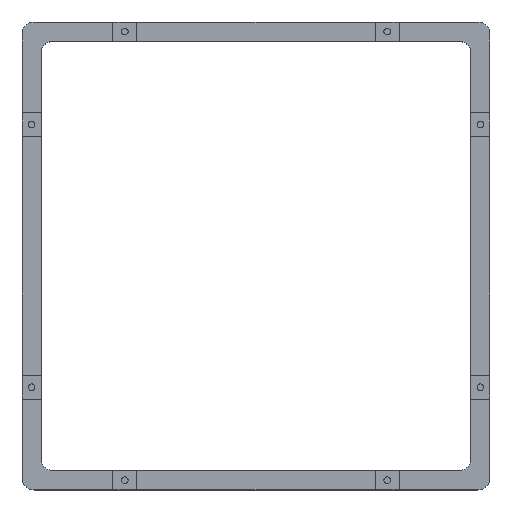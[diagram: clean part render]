
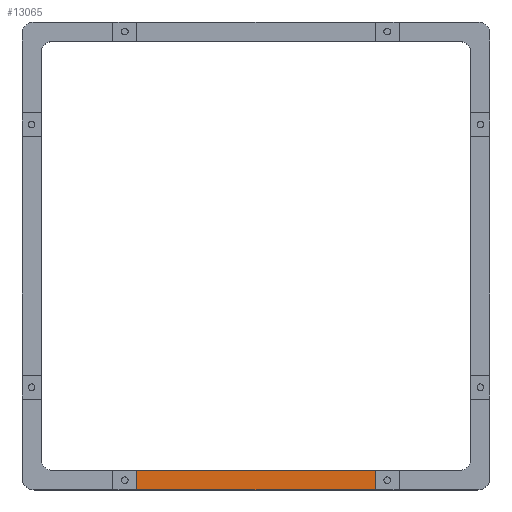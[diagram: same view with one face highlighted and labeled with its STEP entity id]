
A CAD part, top view. The second image highlights one B-rep face of the part: STEP entity #13065.
In plain terms, the highlighted planar face has unit normal (0, 0, 1).
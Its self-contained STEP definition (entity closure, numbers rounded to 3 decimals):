
#3736 = PLANE('',#3737);
#3737 = AXIS2_PLACEMENT_3D('',#3738,#3739,#3740);
#3738 = CARTESIAN_POINT('',(0.,-98.,-25.));
#3739 = DIRECTION('',(-0.,-1.,-0.));
#3740 = DIRECTION('',(0.,0.,-1.));
#4071 = PLANE('',#4072);
#4072 = AXIS2_PLACEMENT_3D('',#4073,#4074,#4075);
#4073 = CARTESIAN_POINT('',(0.,-90.,-25.));
#4074 = DIRECTION('',(0.,1.,0.));
#4075 = DIRECTION('',(0.,0.,1.));
#6381 = VERTEX_POINT('',#6382);
#6382 = CARTESIAN_POINT('',(-50.,-98.,0.));
#6395 = PLANE('',#6396);
#6396 = AXIS2_PLACEMENT_3D('',#6397,#6398,#6399);
#6397 = CARTESIAN_POINT('',(-50.,-100.,-5.));
#6398 = DIRECTION('',(1.,0.,0.));
#6399 = DIRECTION('',(0.,0.,1.));
#6406 = EDGE_CURVE('',#6381,#6407,#6409,.T.);
#6407 = VERTEX_POINT('',#6408);
#6408 = CARTESIAN_POINT('',(50.,-98.,0.));
#6409 = SURFACE_CURVE('',#6410,(#6414,#6421),.PCURVE_S1.);
#6410 = LINE('',#6411,#6412);
#6411 = CARTESIAN_POINT('',(0.,-98.,0.));
#6412 = VECTOR('',#6413,1.);
#6413 = DIRECTION('',(1.,0.,0.));
#6414 = PCURVE('',#3736,#6415);
#6415 = DEFINITIONAL_REPRESENTATION('',(#6416),#6420);
#6416 = LINE('',#6417,#6418);
#6417 = CARTESIAN_POINT('',(-25.,0.));
#6418 = VECTOR('',#6419,1.);
#6419 = DIRECTION('',(-0.,1.));
#6420 = ( GEOMETRIC_REPRESENTATION_CONTEXT(2) 
PARAMETRIC_REPRESENTATION_CONTEXT() REPRESENTATION_CONTEXT('2D SPACE',''
  ) );
#6421 = PCURVE('',#6422,#6427);
#6422 = PLANE('',#6423);
#6423 = AXIS2_PLACEMENT_3D('',#6424,#6425,#6426);
#6424 = CARTESIAN_POINT('',(0.,0.,0.));
#6425 = DIRECTION('',(0.,0.,1.));
#6426 = DIRECTION('',(1.,0.,0.));
#6427 = DEFINITIONAL_REPRESENTATION('',(#6428),#6432);
#6428 = LINE('',#6429,#6430);
#6429 = CARTESIAN_POINT('',(0.,-98.));
#6430 = VECTOR('',#6431,1.);
#6431 = DIRECTION('',(1.,0.));
#6432 = ( GEOMETRIC_REPRESENTATION_CONTEXT(2) 
PARAMETRIC_REPRESENTATION_CONTEXT() REPRESENTATION_CONTEXT('2D SPACE',''
  ) );
#6449 = PLANE('',#6450);
#6450 = AXIS2_PLACEMENT_3D('',#6451,#6452,#6453);
#6451 = CARTESIAN_POINT('',(50.,-100.,-5.));
#6452 = DIRECTION('',(-1.,-0.,-0.));
#6453 = DIRECTION('',(0.,0.,-1.));
#11451 = VERTEX_POINT('',#11452);
#11452 = CARTESIAN_POINT('',(50.,-90.,0.));
#11471 = EDGE_CURVE('',#11472,#11451,#11474,.T.);
#11472 = VERTEX_POINT('',#11473);
#11473 = CARTESIAN_POINT('',(-50.,-90.,0.));
#11474 = SURFACE_CURVE('',#11475,(#11479,#11486),.PCURVE_S1.);
#11475 = LINE('',#11476,#11477);
#11476 = CARTESIAN_POINT('',(0.,-90.,0.));
#11477 = VECTOR('',#11478,1.);
#11478 = DIRECTION('',(1.,0.,0.));
#11479 = PCURVE('',#4071,#11480);
#11480 = DEFINITIONAL_REPRESENTATION('',(#11481),#11485);
#11481 = LINE('',#11482,#11483);
#11482 = CARTESIAN_POINT('',(25.,-0.));
#11483 = VECTOR('',#11484,1.);
#11484 = DIRECTION('',(-0.,1.));
#11485 = ( GEOMETRIC_REPRESENTATION_CONTEXT(2) 
PARAMETRIC_REPRESENTATION_CONTEXT() REPRESENTATION_CONTEXT('2D SPACE',''
  ) );
#11486 = PCURVE('',#6422,#11487);
#11487 = DEFINITIONAL_REPRESENTATION('',(#11488),#11492);
#11488 = LINE('',#11489,#11490);
#11489 = CARTESIAN_POINT('',(0.,-90.));
#11490 = VECTOR('',#11491,1.);
#11491 = DIRECTION('',(1.,0.));
#11492 = ( GEOMETRIC_REPRESENTATION_CONTEXT(2) 
PARAMETRIC_REPRESENTATION_CONTEXT() REPRESENTATION_CONTEXT('2D SPACE',''
  ) );
#13047 = EDGE_CURVE('',#6407,#11451,#13048,.T.);
#13048 = SURFACE_CURVE('',#13049,(#13053,#13059),.PCURVE_S1.);
#13049 = LINE('',#13050,#13051);
#13050 = CARTESIAN_POINT('',(50.,-50.,0.));
#13051 = VECTOR('',#13052,1.);
#13052 = DIRECTION('',(0.,1.,0.));
#13053 = PCURVE('',#6449,#13054);
#13054 = DEFINITIONAL_REPRESENTATION('',(#13055),#13058);
#13055 = B_SPLINE_CURVE_WITH_KNOTS('',1,(#13056,#13057),.UNSPECIFIED.,
  .F.,.F.,(2,2),(-48.,-10.),.PIECEWISE_BEZIER_KNOTS.);
#13056 = CARTESIAN_POINT('',(-5.,-2.));
#13057 = CARTESIAN_POINT('',(-5.,-40.));
#13058 = ( GEOMETRIC_REPRESENTATION_CONTEXT(2) 
PARAMETRIC_REPRESENTATION_CONTEXT() REPRESENTATION_CONTEXT('2D SPACE',''
  ) );
#13059 = PCURVE('',#6422,#13060);
#13060 = DEFINITIONAL_REPRESENTATION('',(#13061),#13064);
#13061 = B_SPLINE_CURVE_WITH_KNOTS('',1,(#13062,#13063),.UNSPECIFIED.,
  .F.,.F.,(2,2),(-48.,-10.),.PIECEWISE_BEZIER_KNOTS.);
#13062 = CARTESIAN_POINT('',(50.,-98.));
#13063 = CARTESIAN_POINT('',(50.,-60.));
#13064 = ( GEOMETRIC_REPRESENTATION_CONTEXT(2) 
PARAMETRIC_REPRESENTATION_CONTEXT() REPRESENTATION_CONTEXT('2D SPACE',''
  ) );
#13065 = ADVANCED_FACE('',(#13066),#6422,.T.);
#13066 = FACE_BOUND('',#13067,.T.);
#13067 = EDGE_LOOP('',(#13068,#13069,#13070,#13071));
#13068 = ORIENTED_EDGE('',*,*,#6406,.T.);
#13069 = ORIENTED_EDGE('',*,*,#13047,.T.);
#13070 = ORIENTED_EDGE('',*,*,#11471,.F.);
#13071 = ORIENTED_EDGE('',*,*,#13072,.F.);
#13072 = EDGE_CURVE('',#6381,#11472,#13073,.T.);
#13073 = SURFACE_CURVE('',#13074,(#13078,#13084),.PCURVE_S1.);
#13074 = LINE('',#13075,#13076);
#13075 = CARTESIAN_POINT('',(-50.,-50.,0.));
#13076 = VECTOR('',#13077,1.);
#13077 = DIRECTION('',(0.,1.,0.));
#13078 = PCURVE('',#6422,#13079);
#13079 = DEFINITIONAL_REPRESENTATION('',(#13080),#13083);
#13080 = B_SPLINE_CURVE_WITH_KNOTS('',1,(#13081,#13082),.UNSPECIFIED.,
  .F.,.F.,(2,2),(-48.,-10.),.PIECEWISE_BEZIER_KNOTS.);
#13081 = CARTESIAN_POINT('',(-50.,-98.));
#13082 = CARTESIAN_POINT('',(-50.,-60.));
#13083 = ( GEOMETRIC_REPRESENTATION_CONTEXT(2) 
PARAMETRIC_REPRESENTATION_CONTEXT() REPRESENTATION_CONTEXT('2D SPACE',''
  ) );
#13084 = PCURVE('',#6395,#13085);
#13085 = DEFINITIONAL_REPRESENTATION('',(#13086),#13089);
#13086 = B_SPLINE_CURVE_WITH_KNOTS('',1,(#13087,#13088),.UNSPECIFIED.,
  .F.,.F.,(2,2),(-48.,-10.),.PIECEWISE_BEZIER_KNOTS.);
#13087 = CARTESIAN_POINT('',(5.,-2.));
#13088 = CARTESIAN_POINT('',(5.,-40.));
#13089 = ( GEOMETRIC_REPRESENTATION_CONTEXT(2) 
PARAMETRIC_REPRESENTATION_CONTEXT() REPRESENTATION_CONTEXT('2D SPACE',''
  ) );
